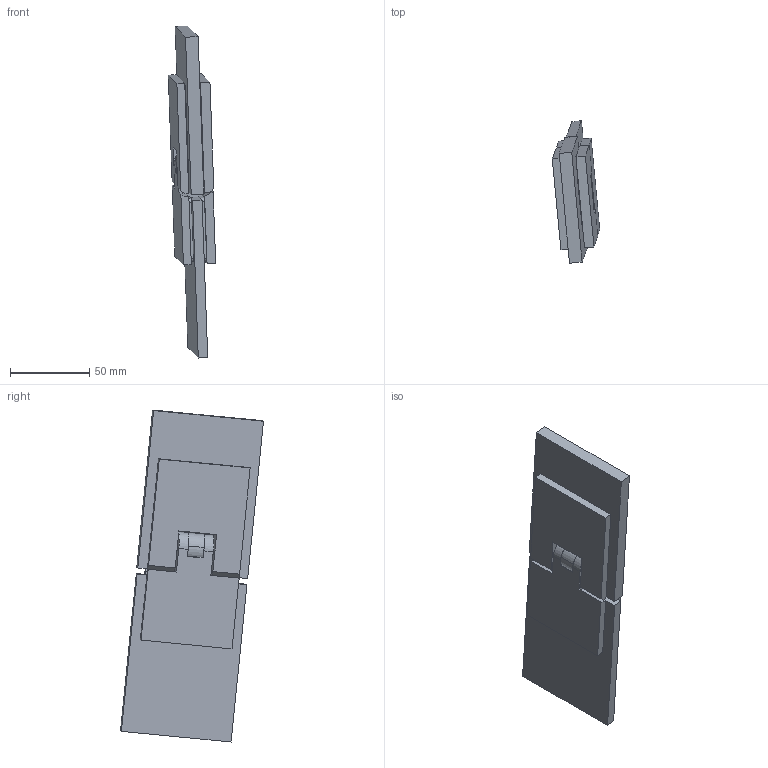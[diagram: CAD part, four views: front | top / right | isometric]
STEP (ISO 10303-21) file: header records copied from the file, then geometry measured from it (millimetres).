
FILE_DESCRIPTION (( 'STEP AP203' ), '1' );
FILE_NAME ('GS-BLACK_D-B-8060-2_S-B.STEP', '2025-03-06T10:02:07', ( '' ), ( '' ), 'SwSTEP 2.0', 'SolidWorks 2019', '' );
FILE_SCHEMA (( 'CONFIG_CONTROL_DESIGN' ));
Length unit declared in the file: millimetre
Products named in the file (17): PART10; PART5; PART4; PART14; PART11; PART8; Skrutka DIN 913_SKRUTKA M 6X16 ; PART15; PART7; PART9; GS-BLACK_D-B-8060-2_S-B; PART12; PART3; PART2; Skrutka DIN 7991_Skrutka M 6x 14; PART13; DIN 913_SKRUTKA M 6X 6
Assembly tree (22 placements, depth 2):
  GS-BLACK_D-B-8060-2_S-B
    PART2
    PART3
    DIN 913_SKRUTKA M 6X 6  x2
    PART4
    PART5  x2
    PART7
    Skrutka DIN 7991_Skrutka M 6x 14  x4
    PART8
    PART9
    PART10
    PART11
    Skrutka DIN 913_SKRUTKA M 6X16 
    PART12
    PART13
    PART14  x2
    PART15
Bounding box: 29.95 x 90.32 x 209.78 mm (x, y, z)
Volume: 176045.9 mm3; surface area: 98906.4 mm2
Topology: 22 solids, 22 shells, 536 faces, 1361 edges, 870 vertices
Faces by surface type: plane 265, cylinder 203, cone 68
Entity records: 15053 total; most frequent: DIRECTION 2364, CARTESIAN_POINT 2284, ORIENTED_EDGE 2192, EDGE_CURVE 1096, AXIS2_PLACEMENT_3D 822, VECTOR 720, LINE 720, VERTEX_POINT 710
